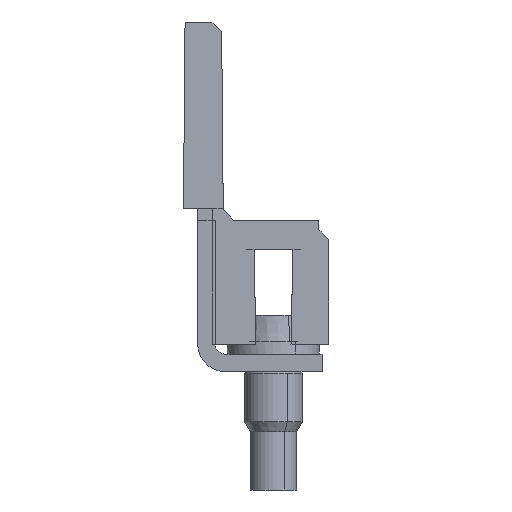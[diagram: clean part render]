
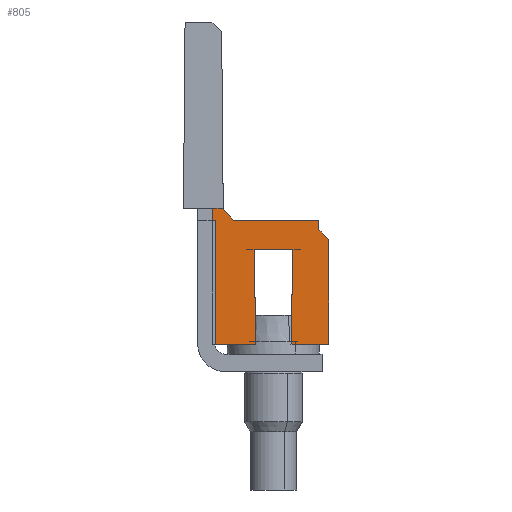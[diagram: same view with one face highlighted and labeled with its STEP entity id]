
A CAD part, left-side view. The second image highlights one B-rep face of the part: STEP entity #805.
In plain terms, the highlighted planar face has unit normal (-1, 0, 0.009).
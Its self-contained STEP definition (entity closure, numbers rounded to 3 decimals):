
#714=AXIS2_PLACEMENT_3D('Plane Axis2P3D',#711,#712,#713) ;
#37=CARTESIAN_POINT('Line Origine',(0.196,5.16,14.165)) ;
#41=CARTESIAN_POINT('Vertex',(0.198,5.425,14.429)) ;
#43=CARTESIAN_POINT('Vertex',(0.193,4.895,13.9)) ;
#468=CARTESIAN_POINT('Vertex',(0.198,5.425,14.5)) ;
#471=CARTESIAN_POINT('Line Origine',(0.198,5.425,14.465)) ;
#674=CARTESIAN_POINT('Line Origine',(0.193,2.698,13.9)) ;
#678=CARTESIAN_POINT('Vertex',(0.193,0.5,13.9)) ;
#711=CARTESIAN_POINT('Axis2P3D Location',(0.138,0.,7.5)) ;
#716=CARTESIAN_POINT('Line Origine',(0.138,0.968,7.5)) ;
#720=CARTESIAN_POINT('Vertex',(0.138,0.,7.5)) ;
#722=CARTESIAN_POINT('Vertex',(0.138,1.935,7.5)) ;
#725=CARTESIAN_POINT('Line Origine',(0.161,0.,10.2)) ;
#729=CARTESIAN_POINT('Vertex',(0.185,0.,12.9)) ;
#732=CARTESIAN_POINT('Line Origine',(0.187,0.25,13.15)) ;
#736=CARTESIAN_POINT('Vertex',(0.189,0.5,13.4)) ;
#739=CARTESIAN_POINT('Line Origine',(0.191,0.5,13.65)) ;
#744=CARTESIAN_POINT('Line Origine',(0.199,5.694,14.5)) ;
#748=CARTESIAN_POINT('Vertex',(0.198,5.963,14.5)) ;
#751=CARTESIAN_POINT('Line Origine',(0.168,5.963,11.)) ;
#755=CARTESIAN_POINT('Vertex',(0.138,5.963,7.5)) ;
#758=CARTESIAN_POINT('Line Origine',(0.138,4.851,7.5)) ;
#762=CARTESIAN_POINT('Vertex',(0.138,3.74,7.5)) ;
#766=CARTESIAN_POINT('Control Point',(0.138,3.74,7.5)) ;
#767=CARTESIAN_POINT('Control Point',(0.146,3.761,8.48)) ;
#768=CARTESIAN_POINT('Control Point',(0.155,3.781,9.46)) ;
#769=CARTESIAN_POINT('Control Point',(0.163,3.801,10.44)) ;
#770=CARTESIAN_POINT('Control Point',(0.172,3.82,11.42)) ;
#771=CARTESIAN_POINT('Control Point',(0.18,3.839,12.4)) ;
#772=CARTESIAN_POINT('Vertex',(0.18,3.839,12.4)) ;
#775=CARTESIAN_POINT('Line Origine',(0.18,2.838,12.4)) ;
#779=CARTESIAN_POINT('Vertex',(0.18,1.836,12.4)) ;
#783=CARTESIAN_POINT('Control Point',(0.138,1.935,7.5)) ;
#784=CARTESIAN_POINT('Control Point',(0.146,1.914,8.48)) ;
#785=CARTESIAN_POINT('Control Point',(0.155,1.894,9.46)) ;
#786=CARTESIAN_POINT('Control Point',(0.163,1.874,10.44)) ;
#787=CARTESIAN_POINT('Control Point',(0.172,1.855,11.42)) ;
#788=CARTESIAN_POINT('Control Point',(0.18,1.836,12.4)) ;
#38=DIRECTION('Vector Direction',(-0.006,-0.707,-0.707)) ;
#472=DIRECTION('Vector Direction',(-0.009,-0.009,-1.)) ;
#675=DIRECTION('Vector Direction',(0.,-1.,0.)) ;
#712=DIRECTION('Axis2P3D Direction',(-1.,0.,0.009)) ;
#713=DIRECTION('Axis2P3D XDirection',(0.009,0.,1.)) ;
#717=DIRECTION('Vector Direction',(0.,1.,0.)) ;
#726=DIRECTION('Vector Direction',(0.009,0.,1.)) ;
#733=DIRECTION('Vector Direction',(-0.006,-0.707,-0.707)) ;
#740=DIRECTION('Vector Direction',(-0.009,0.,-1.)) ;
#745=DIRECTION('Vector Direction',(0.,1.,0.)) ;
#752=DIRECTION('Vector Direction',(0.009,0.,1.)) ;
#759=DIRECTION('Vector Direction',(0.,1.,0.)) ;
#776=DIRECTION('Vector Direction',(0.,1.,0.)) ;
#39=VECTOR('Line Direction',#38,1.) ;
#473=VECTOR('Line Direction',#472,1.) ;
#676=VECTOR('Line Direction',#675,1.) ;
#718=VECTOR('Line Direction',#717,1.) ;
#727=VECTOR('Line Direction',#726,1.) ;
#734=VECTOR('Line Direction',#733,1.) ;
#741=VECTOR('Line Direction',#740,1.) ;
#746=VECTOR('Line Direction',#745,1.) ;
#753=VECTOR('Line Direction',#752,1.) ;
#760=VECTOR('Line Direction',#759,1.) ;
#777=VECTOR('Line Direction',#776,1.) ;
#791=ORIENTED_EDGE('',*,*,#724,.F.) ;
#792=ORIENTED_EDGE('',*,*,#731,.T.) ;
#793=ORIENTED_EDGE('',*,*,#738,.F.) ;
#794=ORIENTED_EDGE('',*,*,#743,.F.) ;
#795=ORIENTED_EDGE('',*,*,#680,.F.) ;
#796=ORIENTED_EDGE('',*,*,#45,.F.) ;
#797=ORIENTED_EDGE('',*,*,#475,.F.) ;
#798=ORIENTED_EDGE('',*,*,#750,.T.) ;
#799=ORIENTED_EDGE('',*,*,#757,.F.) ;
#800=ORIENTED_EDGE('',*,*,#764,.F.) ;
#801=ORIENTED_EDGE('',*,*,#774,.T.) ;
#802=ORIENTED_EDGE('',*,*,#781,.F.) ;
#803=ORIENTED_EDGE('',*,*,#789,.F.) ;
#805=ADVANCED_FACE('KU_WQV4/10',(#804),#715,.T.) ;
#765=B_SPLINE_CURVE_WITH_KNOTS('',5,(#766,#767,#768,#769,#770,#771),.UNSPECIFIED.,.F.,.U.,(6,6),(0.,6.931),.UNSPECIFIED.) ;
#782=B_SPLINE_CURVE_WITH_KNOTS('',5,(#783,#784,#785,#786,#787,#788),.UNSPECIFIED.,.F.,.U.,(6,6),(0.,6.931),.UNSPECIFIED.) ;
#45=EDGE_CURVE('',#42,#44,#40,.T.) ;
#475=EDGE_CURVE('',#469,#42,#474,.T.) ;
#680=EDGE_CURVE('',#44,#679,#677,.T.) ;
#724=EDGE_CURVE('',#721,#723,#719,.T.) ;
#731=EDGE_CURVE('',#721,#730,#728,.T.) ;
#738=EDGE_CURVE('',#737,#730,#735,.T.) ;
#743=EDGE_CURVE('',#679,#737,#742,.T.) ;
#750=EDGE_CURVE('',#469,#749,#747,.T.) ;
#757=EDGE_CURVE('',#756,#749,#754,.T.) ;
#764=EDGE_CURVE('',#763,#756,#761,.T.) ;
#774=EDGE_CURVE('',#763,#773,#765,.T.) ;
#781=EDGE_CURVE('',#780,#773,#778,.T.) ;
#789=EDGE_CURVE('',#723,#780,#782,.T.) ;
#790=EDGE_LOOP('',(#791,#792,#793,#794,#795,#796,#797,#798,#799,#800,#801,#802,#803)) ;
#804=FACE_OUTER_BOUND('',#790,.T.) ;
#40=LINE('Line',#37,#39) ;
#474=LINE('Line',#471,#473) ;
#677=LINE('Line',#674,#676) ;
#719=LINE('Line',#716,#718) ;
#728=LINE('Line',#725,#727) ;
#735=LINE('Line',#732,#734) ;
#742=LINE('Line',#739,#741) ;
#747=LINE('Line',#744,#746) ;
#754=LINE('Line',#751,#753) ;
#761=LINE('Line',#758,#760) ;
#778=LINE('Line',#775,#777) ;
#715=PLANE('',#714) ;
#42=VERTEX_POINT('',#41) ;
#44=VERTEX_POINT('',#43) ;
#469=VERTEX_POINT('',#468) ;
#679=VERTEX_POINT('',#678) ;
#721=VERTEX_POINT('',#720) ;
#723=VERTEX_POINT('',#722) ;
#730=VERTEX_POINT('',#729) ;
#737=VERTEX_POINT('',#736) ;
#749=VERTEX_POINT('',#748) ;
#756=VERTEX_POINT('',#755) ;
#763=VERTEX_POINT('',#762) ;
#773=VERTEX_POINT('',#772) ;
#780=VERTEX_POINT('',#779) ;
